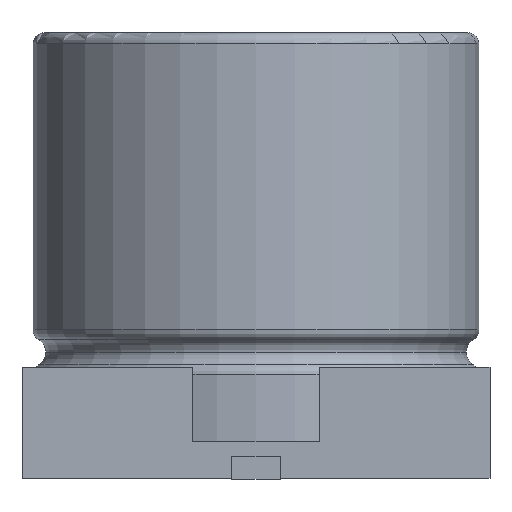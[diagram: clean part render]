
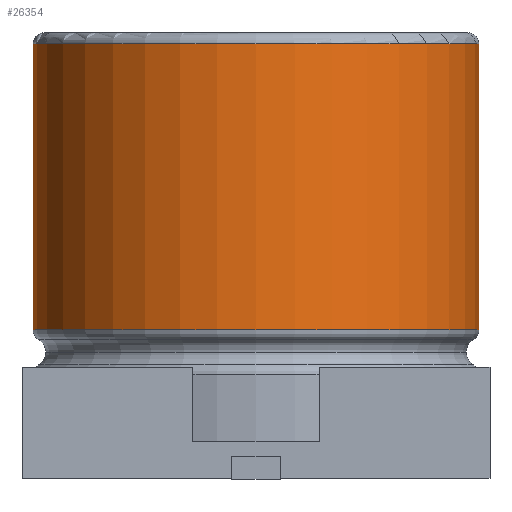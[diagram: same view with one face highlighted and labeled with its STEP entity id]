
A CAD part, front view. The second image highlights one B-rep face of the part: STEP entity #26354.
In plain terms, the highlighted cylindrical face has radius 3 mm (diameter 6 mm), a partial arc.
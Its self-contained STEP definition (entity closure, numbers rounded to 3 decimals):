
#11875=DIRECTION('',(0.,0.,1.));
#11876=VECTOR('',#11875,3.851);
#11877=CARTESIAN_POINT('',(-3.,0.,1.999));
#11878=LINE('',#11877,#11876);
#11906=CARTESIAN_POINT('',(0.,0.,5.85));
#11907=DIRECTION('',(0.,0.,1.));
#11908=DIRECTION('',(-1.,0.,0.));
#11909=AXIS2_PLACEMENT_3D('',#11906,#11907,#11908);
#13241=DIRECTION('',(0.,0.,1.));
#13242=VECTOR('',#13241,3.851);
#13243=CARTESIAN_POINT('',(3.,0.,1.999));
#13244=LINE('',#13243,#13242);
#13264=CARTESIAN_POINT('',(0.,0.,1.999));
#13265=DIRECTION('',(0.,0.,-1.));
#13266=DIRECTION('',(1.,0.,0.));
#13267=AXIS2_PLACEMENT_3D('',#13264,#13265,#13266);
#13397=CARTESIAN_POINT('',(-3.,0.,1.999));
#13398=CARTESIAN_POINT('',(-3.,0.,5.85));
#13399=VERTEX_POINT('',#13397);
#13400=VERTEX_POINT('',#13398);
#13420=CARTESIAN_POINT('',(3.,0.,5.85));
#13422=VERTEX_POINT('',#13420);
#13479=CARTESIAN_POINT('',(3.,0.,1.999));
#13480=VERTEX_POINT('',#13479);
#26342=CARTESIAN_POINT('',(0.,0.,6.));
#26343=DIRECTION('',(0.,0.,-1.));
#26344=DIRECTION('',(-1.,0.,0.));
#26345=AXIS2_PLACEMENT_3D('',#26342,#26343,#26344);
#26346=CYLINDRICAL_SURFACE('',#26345,3.);
#26347=ORIENTED_EDGE('',*,*,#25095,.F.);
#26349=ORIENTED_EDGE('',*,*,#26348,.T.);
#26350=ORIENTED_EDGE('',*,*,#25092,.T.);
#26351=ORIENTED_EDGE('',*,*,#25142,.T.);
#26352=EDGE_LOOP('',(#26347,#26349,#26350,#26351));
#26353=FACE_OUTER_BOUND('',#26352,.F.);
#11910=CIRCLE('',#11909,3.);
#13268=CIRCLE('',#13267,3.);
#25092=EDGE_CURVE('',#13399,#13400,#11878,.T.);
#25095=EDGE_CURVE('',#13480,#13422,#13244,.T.);
#25142=EDGE_CURVE('',#13400,#13422,#11910,.T.);
#26348=EDGE_CURVE('',#13480,#13399,#13268,.T.);
#26354=ADVANCED_FACE('',(#26353),#26346,.T.);
